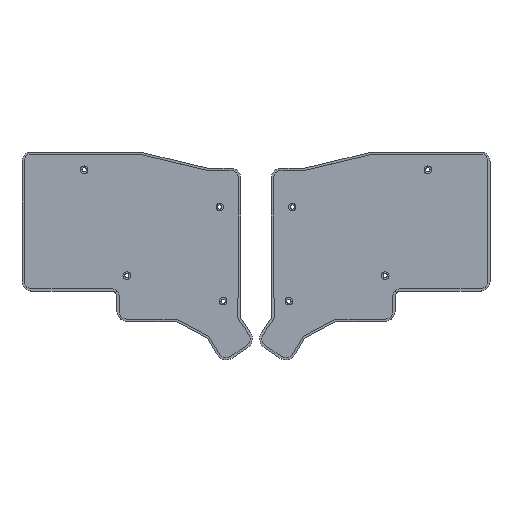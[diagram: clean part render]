
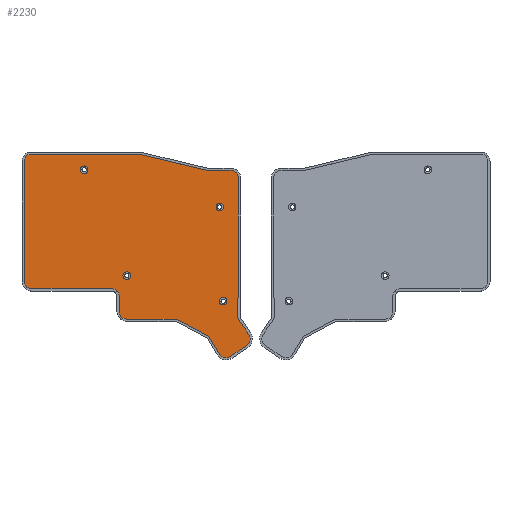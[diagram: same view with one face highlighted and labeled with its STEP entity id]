
A CAD part, top view. The second image highlights one B-rep face of the part: STEP entity #2230.
In plain terms, the highlighted planar face has unit normal (0, 0, 1).
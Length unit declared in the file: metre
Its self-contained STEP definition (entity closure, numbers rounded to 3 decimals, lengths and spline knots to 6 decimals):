
#87=LINE('',#3332,#287);
#91=LINE('',#3341,#291);
#95=LINE('',#3350,#295);
#99=LINE('',#3359,#299);
#103=LINE('',#3368,#303);
#150=LINE('',#3513,#350);
#154=LINE('',#3525,#354);
#156=LINE('',#3528,#356);
#160=LINE('',#3540,#360);
#162=LINE('',#3543,#362);
#165=LINE('',#3549,#365);
#167=LINE('',#3552,#367);
#170=LINE('',#3561,#370);
#287=VECTOR('',#2626,1.);
#291=VECTOR('',#2632,1.);
#295=VECTOR('',#2638,1.);
#299=VECTOR('',#2644,1.);
#303=VECTOR('',#2650,1.);
#350=VECTOR('',#2809,1.);
#354=VECTOR('',#2821,1.);
#356=VECTOR('',#2825,1.);
#360=VECTOR('',#2837,1.);
#362=VECTOR('',#2841,1.);
#365=VECTOR('',#2846,1.);
#367=VECTOR('',#2850,1.);
#370=VECTOR('',#2861,1.);
#742=ORIENTED_EDGE('',*,*,#1262,.T.);
#743=ORIENTED_EDGE('',*,*,#1263,.T.);
#744=ORIENTED_EDGE('',*,*,#1264,.T.);
#745=ORIENTED_EDGE('',*,*,#1265,.T.);
#746=ORIENTED_EDGE('',*,*,#1233,.F.);
#747=ORIENTED_EDGE('',*,*,#1230,.T.);
#748=ORIENTED_EDGE('',*,*,#1259,.F.);
#749=ORIENTED_EDGE('',*,*,#1256,.T.);
#750=ORIENTED_EDGE('',*,*,#1179,.T.);
#751=ORIENTED_EDGE('',*,*,#1142,.T.);
#752=ORIENTED_EDGE('',*,*,#1177,.T.);
#753=ORIENTED_EDGE('',*,*,#1146,.T.);
#754=ORIENTED_EDGE('',*,*,#1254,.F.);
#755=ORIENTED_EDGE('',*,*,#1251,.T.);
#756=ORIENTED_EDGE('',*,*,#1150,.T.);
#757=ORIENTED_EDGE('',*,*,#1174,.T.);
#758=ORIENTED_EDGE('',*,*,#1249,.T.);
#759=ORIENTED_EDGE('',*,*,#1246,.T.);
#760=ORIENTED_EDGE('',*,*,#1171,.T.);
#761=ORIENTED_EDGE('',*,*,#1154,.T.);
#762=ORIENTED_EDGE('',*,*,#1169,.T.);
#763=ORIENTED_EDGE('',*,*,#1158,.T.);
#764=ORIENTED_EDGE('',*,*,#1166,.T.);
#765=ORIENTED_EDGE('',*,*,#1244,.T.);
#766=ORIENTED_EDGE('',*,*,#1241,.F.);
#767=ORIENTED_EDGE('',*,*,#1238,.T.);
#768=ORIENTED_EDGE('',*,*,#1162,.T.);
#769=ORIENTED_EDGE('',*,*,#1236,.T.);
#1142=EDGE_CURVE('',#1462,#1463,#87,.T.);
#1146=EDGE_CURVE('',#1466,#1467,#91,.T.);
#1150=EDGE_CURVE('',#1470,#1471,#95,.T.);
#1154=EDGE_CURVE('',#1474,#1475,#99,.T.);
#1158=EDGE_CURVE('',#1478,#1479,#103,.T.);
#1162=EDGE_CURVE('',#1482,#1483,#1673,.T.);
#1166=EDGE_CURVE('',#1479,#1486,#1675,.T.);
#1169=EDGE_CURVE('',#1475,#1478,#1677,.T.);
#1171=EDGE_CURVE('',#1488,#1474,#1679,.T.);
#1174=EDGE_CURVE('',#1471,#1490,#1681,.T.);
#1177=EDGE_CURVE('',#1463,#1466,#1683,.T.);
#1179=EDGE_CURVE('',#1492,#1462,#1685,.T.);
#1230=EDGE_CURVE('',#1520,#1519,#150,.T.);
#1233=EDGE_CURVE('',#1520,#1522,#1698,.T.);
#1236=EDGE_CURVE('',#1483,#1522,#154,.T.);
#1238=EDGE_CURVE('',#1524,#1482,#156,.T.);
#1241=EDGE_CURVE('',#1524,#1526,#1700,.T.);
#1244=EDGE_CURVE('',#1486,#1526,#160,.T.);
#1246=EDGE_CURVE('',#1528,#1488,#162,.T.);
#1249=EDGE_CURVE('',#1490,#1528,#165,.T.);
#1251=EDGE_CURVE('',#1530,#1470,#167,.T.);
#1254=EDGE_CURVE('',#1530,#1467,#1702,.T.);
#1256=EDGE_CURVE('',#1532,#1492,#170,.T.);
#1259=EDGE_CURVE('',#1532,#1519,#1704,.T.);
#1262=EDGE_CURVE('',#1534,#1534,#1706,.F.);
#1263=EDGE_CURVE('',#1535,#1535,#1707,.F.);
#1264=EDGE_CURVE('',#1536,#1536,#1708,.F.);
#1265=EDGE_CURVE('',#1537,#1537,#1709,.F.);
#1462=VERTEX_POINT('',#3333);
#1463=VERTEX_POINT('',#3334);
#1466=VERTEX_POINT('',#3342);
#1467=VERTEX_POINT('',#3343);
#1470=VERTEX_POINT('',#3351);
#1471=VERTEX_POINT('',#3352);
#1474=VERTEX_POINT('',#3360);
#1475=VERTEX_POINT('',#3361);
#1478=VERTEX_POINT('',#3369);
#1479=VERTEX_POINT('',#3370);
#1482=VERTEX_POINT('',#3378);
#1483=VERTEX_POINT('',#3379);
#1486=VERTEX_POINT('',#3387);
#1488=VERTEX_POINT('',#3396);
#1490=VERTEX_POINT('',#3402);
#1492=VERTEX_POINT('',#3411);
#1519=VERTEX_POINT('',#3512);
#1520=VERTEX_POINT('',#3514);
#1522=VERTEX_POINT('',#3520);
#1524=VERTEX_POINT('',#3529);
#1526=VERTEX_POINT('',#3535);
#1528=VERTEX_POINT('',#3544);
#1530=VERTEX_POINT('',#3553);
#1532=VERTEX_POINT('',#3562);
#1534=VERTEX_POINT('',#3574);
#1535=VERTEX_POINT('',#3576);
#1536=VERTEX_POINT('',#3578);
#1537=VERTEX_POINT('',#3580);
#1673=CIRCLE('',#2352,0.005);
#1675=CIRCLE('',#2355,0.005);
#1677=CIRCLE('',#2358,0.0055);
#1679=CIRCLE('',#2361,0.005027);
#1681=CIRCLE('',#2364,0.005);
#1683=CIRCLE('',#2367,0.0055);
#1685=CIRCLE('',#2370,0.0055);
#1698=CIRCLE('',#2408,0.004473);
#1700=CIRCLE('',#2413,0.004973);
#1702=CIRCLE('',#2420,0.004973);
#1704=CIRCLE('',#2424,0.004473);
#1706=CIRCLE('',#2429,0.0025);
#1707=CIRCLE('',#2430,0.0025);
#1708=CIRCLE('',#2431,0.0025);
#1709=CIRCLE('',#2432,0.0025);
#1833=EDGE_LOOP('',(#742));
#1834=EDGE_LOOP('',(#743));
#1835=EDGE_LOOP('',(#744));
#1836=EDGE_LOOP('',(#745));
#1837=EDGE_LOOP('',(#746,#747,#748,#749,#750,#751,#752,#753,#754,#755,#756,
#757,#758,#759,#760,#761,#762,#763,#764,#765,#766,#767,#768,#769));
#2001=FACE_BOUND('',#1833,.T.);
#2002=FACE_BOUND('',#1834,.T.);
#2003=FACE_BOUND('',#1835,.T.);
#2004=FACE_BOUND('',#1836,.T.);
#2005=FACE_BOUND('',#1837,.T.);
#2142=PLANE('',#2428);
#2230=ADVANCED_FACE('',(#2001,#2002,#2003,#2004,#2005),#2142,.T.);
#2352=AXIS2_PLACEMENT_3D('',#3377,#2656,#2657);
#2355=AXIS2_PLACEMENT_3D('',#3386,#2664,#2665);
#2358=AXIS2_PLACEMENT_3D('',#3392,#2671,#2672);
#2361=AXIS2_PLACEMENT_3D('',#3395,#2677,#2678);
#2364=AXIS2_PLACEMENT_3D('',#3401,#2684,#2685);
#2367=AXIS2_PLACEMENT_3D('',#3407,#2691,#2692);
#2370=AXIS2_PLACEMENT_3D('',#3410,#2697,#2698);
#2408=AXIS2_PLACEMENT_3D('',#3519,#2814,#2815);
#2413=AXIS2_PLACEMENT_3D('',#3534,#2830,#2831);
#2420=AXIS2_PLACEMENT_3D('',#3558,#2855,#2856);
#2424=AXIS2_PLACEMENT_3D('',#3567,#2866,#2867);
#2428=AXIS2_PLACEMENT_3D('',#3572,#2875,#2876);
#2429=AXIS2_PLACEMENT_3D('',#3573,#2877,#2878);
#2430=AXIS2_PLACEMENT_3D('',#3575,#2879,#2880);
#2431=AXIS2_PLACEMENT_3D('',#3577,#2881,#2882);
#2432=AXIS2_PLACEMENT_3D('',#3579,#2883,#2884);
#2626=DIRECTION('',(0.829,0.559,0.));
#2632=DIRECTION('',(-0.559,0.829,0.));
#2638=DIRECTION('',(-0.005,1.,0.));
#2644=DIRECTION('',(-1.,0.,0.));
#2650=DIRECTION('',(0.,-1.,0.));
#2656=DIRECTION('',(0.,0.,1.));
#2657=DIRECTION('',(1.,0.,0.));
#2664=DIRECTION('',(0.,0.,1.));
#2665=DIRECTION('',(1.,0.,0.));
#2671=DIRECTION('',(0.,0.,1.));
#2672=DIRECTION('',(1.,0.,0.));
#2677=DIRECTION('',(0.,0.,1.));
#2678=DIRECTION('',(1.,0.,0.));
#2684=DIRECTION('',(0.,0.,1.));
#2685=DIRECTION('',(1.,0.,0.));
#2691=DIRECTION('',(0.,0.,1.));
#2692=DIRECTION('',(1.,0.,0.));
#2697=DIRECTION('',(0.,0.,1.));
#2698=DIRECTION('',(1.,0.,0.));
#2809=DIRECTION('',(0.883,-0.469,0.));
#2814=DIRECTION('',(0.,0.,1.));
#2815=DIRECTION('',(1.,0.,0.));
#2821=DIRECTION('',(1.,-0.006,0.));
#2825=DIRECTION('',(0.,-1.,0.));
#2830=DIRECTION('',(0.,0.,1.));
#2831=DIRECTION('',(1.,0.,0.));
#2837=DIRECTION('',(1.,0.,0.));
#2841=DIRECTION('',(-0.973,0.232,0.));
#2846=DIRECTION('',(-1.,-0.004,0.));
#2850=DIRECTION('',(0.013,1.,0.));
#2855=DIRECTION('',(0.,0.,1.));
#2856=DIRECTION('',(1.,0.,0.));
#2861=DIRECTION('',(0.516,-0.857,0.));
#2866=DIRECTION('',(0.,0.,1.));
#2867=DIRECTION('',(1.,0.,0.));
#2875=DIRECTION('',(0.,0.,1.));
#2876=DIRECTION('',(1.,0.,0.));
#2877=DIRECTION('',(0.,0.,1.));
#2878=DIRECTION('',(1.,0.,0.));
#2879=DIRECTION('',(0.,0.,1.));
#2880=DIRECTION('',(1.,0.,0.));
#2881=DIRECTION('',(0.,0.,1.));
#2882=DIRECTION('',(1.,0.,0.));
#2883=DIRECTION('',(0.,0.,1.));
#2884=DIRECTION('',(1.,0.,0.));
#3332=CARTESIAN_POINT('',(-0.011556,-0.064233,0.0012));
#3333=CARTESIAN_POINT('',(-0.016752,-0.067737,0.0012));
#3334=CARTESIAN_POINT('',(-0.006361,-0.060729,0.0012));
#3341=CARTESIAN_POINT('',(-0.007752,-0.048822,0.0012));
#3342=CARTESIAN_POINT('',(-0.004872,-0.0531,0.0012));
#3343=CARTESIAN_POINT('',(-0.010632,-0.044545,0.0012));
#3350=CARTESIAN_POINT('',(-0.011683,0.025382,0.0012));
#3351=CARTESIAN_POINT('',(-0.011568,0.,0.0012));
#3352=CARTESIAN_POINT('',(-0.011799,0.050763,0.0012));
#3359=CARTESIAN_POINT('',(-0.114209,0.066342,0.0012));
#3360=CARTESIAN_POINT('',(-0.077799,0.066342,0.0012));
#3361=CARTESIAN_POINT('',(-0.150618,0.066342,0.0012));
#3368=CARTESIAN_POINT('',(-0.153826,0.021671,0.0012));
#3369=CARTESIAN_POINT('',(-0.153826,0.061342,0.0012));
#3370=CARTESIAN_POINT('',(-0.153826,-0.018,0.0012));
#3377=CARTESIAN_POINT('',(-0.085826,-0.038,0.0012));
#3378=CARTESIAN_POINT('',(-0.090826,-0.038,0.0012));
#3379=CARTESIAN_POINT('',(-0.085825,-0.043,0.0012));
#3386=CARTESIAN_POINT('',(-0.148826,-0.018,0.0012));
#3387=CARTESIAN_POINT('',(-0.148826,-0.023,0.0012));
#3392=CARTESIAN_POINT('',(-0.148326,0.061342,0.0012));
#3395=CARTESIAN_POINT('',(-0.077799,0.061315,0.0012));
#3396=CARTESIAN_POINT('',(-0.076843,0.06625,0.0012));
#3401=CARTESIAN_POINT('',(-0.016799,0.050768,0.0012));
#3402=CARTESIAN_POINT('',(-0.015893,0.055685,0.0012));
#3407=CARTESIAN_POINT('',(-0.009436,-0.056169,0.0012));
#3410=CARTESIAN_POINT('',(-0.019827,-0.063177,0.0012));
#3411=CARTESIAN_POINT('',(-0.02454,-0.066013,0.0012));
#3512=CARTESIAN_POINT('',(-0.032679,-0.053724,0.0012));
#3513=CARTESIAN_POINT('',(-0.042081,-0.048725,0.0012));
#3514=CARTESIAN_POINT('',(-0.051483,-0.043726,0.0012));
#3519=CARTESIAN_POINT('',(-0.053583,-0.047675,0.0012));
#3520=CARTESIAN_POINT('',(-0.053702,-0.043204,0.0012));
#3525=CARTESIAN_POINT('',(-0.069764,-0.043102,0.0012));
#3528=CARTESIAN_POINT('',(-0.090826,-0.033,0.0012));
#3529=CARTESIAN_POINT('',(-0.090826,-0.028,0.0012));
#3534=CARTESIAN_POINT('',(-0.095799,-0.027973,0.0012));
#3535=CARTESIAN_POINT('',(-0.095834,-0.023,0.0012));
#3540=CARTESIAN_POINT('',(-0.12233,-0.023,0.0012));
#3543=CARTESIAN_POINT('',(-0.054579,0.060936,0.0012));
#3544=CARTESIAN_POINT('',(-0.032314,0.055621,0.0012));
#3549=CARTESIAN_POINT('',(-0.024104,0.055653,0.0012));
#3552=CARTESIAN_POINT('',(-0.011833,-0.020512,0.0012));
#3553=CARTESIAN_POINT('',(-0.012099,-0.041025,0.0012));
#3558=CARTESIAN_POINT('',(-0.007126,-0.041019,0.0012));
#3561=CARTESIAN_POINT('',(-0.027743,-0.06069,0.0012));
#3562=CARTESIAN_POINT('',(-0.030946,-0.055367,0.0012));
#3567=CARTESIAN_POINT('',(-0.034779,-0.057673,0.0012));
#3572=CARTESIAN_POINT('',(-0.078881,-0.001167,0.0012));
#3573=CARTESIAN_POINT('',(-0.114049,0.056092,0.0012));
#3574=CARTESIAN_POINT('',(-0.111549,0.056092,0.0012));
#3575=CARTESIAN_POINT('',(-0.024049,0.031342,0.0012));
#3576=CARTESIAN_POINT('',(-0.021549,0.031342,0.0012));
#3577=CARTESIAN_POINT('',(-0.021799,-0.031158,0.0012));
#3578=CARTESIAN_POINT('',(-0.019299,-0.031158,0.0012));
#3579=CARTESIAN_POINT('',(-0.085799,-0.014158,0.0012));
#3580=CARTESIAN_POINT('',(-0.083299,-0.014158,0.0012));
